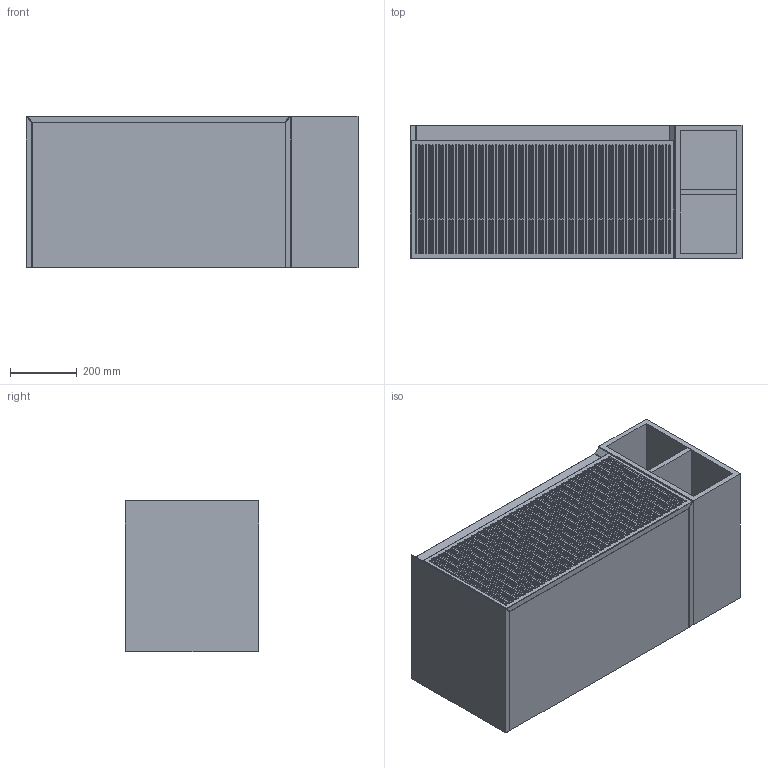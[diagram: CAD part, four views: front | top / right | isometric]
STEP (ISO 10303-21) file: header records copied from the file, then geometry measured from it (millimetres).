
FILE_DESCRIPTION (( 'STEP AP214' ), '1' );
FILE_NAME ('MO100W1.S_1_STEP_v10424.STEP', '2024-04-04T13:13:42', ( '' ), ( '' ), 'SwSTEP 2.0', 'SolidWorks 2019', '' );
FILE_SCHEMA (( 'AUTOMOTIVE_DESIGN' ));
Length unit declared in the file: millimetre
Products named in the file (5): Furniture Spacer_v20224; MONUMENT Furn_v10722_MO080W1 - 80cm; MONUMENT Carcass_v10722_MO080W1 - 80cm; MO100W1.S_1_STEP_v10424; MONUMENT Drawers_v10722_MO080W1 - 80cm
Assembly tree (4 placements, depth 3):
  MO100W1.S_1_STEP_v10424
    MONUMENT Furn_v10722_MO080W1 - 80cm
      MONUMENT Carcass_v10722_MO080W1 - 80cm
      MONUMENT Drawers_v10722_MO080W1 - 80cm
    Furniture Spacer_v20224
Bounding box: 995 x 400 x 455 mm (x, y, z)
Volume: 37396305.6 mm3; surface area: 4787677.4 mm2
Topology: 14 solids, 14 shells, 545 faces, 1262 edges, 814 vertices
Faces by surface type: cylinder 200, plane 175, torus 154, sphere 16
Entity records: 15925 total; most frequent: DIRECTION 3050, CARTESIAN_POINT 2625, ORIENTED_EDGE 2492, AXIS2_PLACEMENT_3D 1255, EDGE_CURVE 1246, VERTEX_POINT 814, CIRCLE 702, EDGE_LOOP 632
